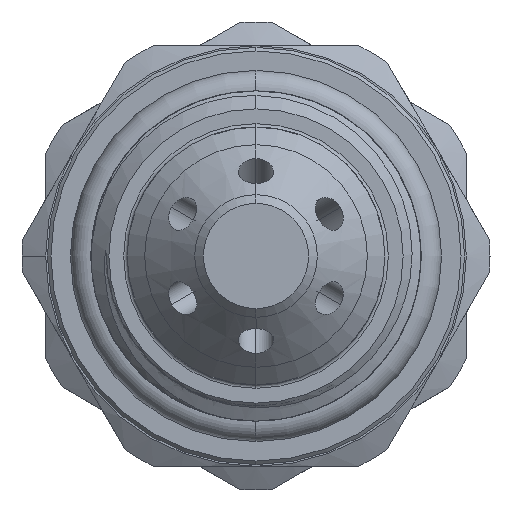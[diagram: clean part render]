
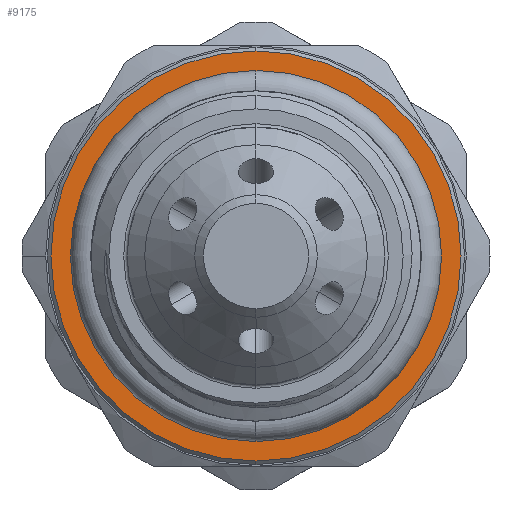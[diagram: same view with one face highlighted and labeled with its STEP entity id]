
A CAD part, left-side view. The second image highlights one B-rep face of the part: STEP entity #9175.
In plain terms, the highlighted planar face has unit normal (-1, 0, 0).
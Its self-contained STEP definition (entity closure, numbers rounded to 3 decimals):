
#288 = CIRCLE ( 'NONE', #4273, 8.895 ) ;
#1633 = EDGE_LOOP ( 'NONE', ( #5502, #9745 ) ) ;
#1714 = EDGE_LOOP ( 'NONE', ( #5539, #9744 ) ) ;
#3325 = CARTESIAN_POINT ( 'NONE',  ( 34., 0., 0. ) ) ;
#3326 = DIRECTION ( 'NONE',  ( 1., 0., 0. ) ) ;
#3327 = DIRECTION ( 'NONE',  ( 0., 0., 1. ) ) ;
#3335 = CARTESIAN_POINT ( 'NONE',  ( 34., 0., 0. ) ) ;
#3336 = DIRECTION ( 'NONE',  ( 1., 0., 0. ) ) ;
#3337 = DIRECTION ( 'NONE',  ( 0., 0., -1. ) ) ;
#4150 = AXIS2_PLACEMENT_3D ( 'NONE', #11999, #11988, #11987 ) ;
#4170 = AXIS2_PLACEMENT_3D ( 'NONE', #6548, #6549, #6550 ) ;
#4273 = AXIS2_PLACEMENT_3D ( 'NONE', #6110, #6111, #6112 ) ;
#4982 = VERTEX_POINT ( 'NONE', #9935 ) ;
#5017 = VERTEX_POINT ( 'NONE', #9900 ) ;
#5502 = ORIENTED_EDGE ( 'NONE', *, *, #11265, .T. ) ;
#5539 = ORIENTED_EDGE ( 'NONE', *, *, #11434, .F. ) ;
#5725 = CARTESIAN_POINT ( 'NONE',  ( 34., 0., -8.895 ) ) ;
#6110 = CARTESIAN_POINT ( 'NONE',  ( 34., 0., 0. ) ) ;
#6111 = DIRECTION ( 'NONE',  ( 1., 0., 0. ) ) ;
#6112 = DIRECTION ( 'NONE',  ( 0., 0., 1. ) ) ;
#6548 = CARTESIAN_POINT ( 'NONE',  ( 34., 0., 0. ) ) ;
#6549 = DIRECTION ( 'NONE',  ( 1., 0., 0. ) ) ;
#6550 = DIRECTION ( 'NONE',  ( 0., 0., -1. ) ) ;
#7891 = AXIS2_PLACEMENT_3D ( 'NONE', #3335, #3336, #3337 ) ;
#7893 = AXIS2_PLACEMENT_3D ( 'NONE', #3325, #3326, #3327 ) ;
#8123 = CIRCLE ( 'NONE', #4170, 11.7 ) ;
#8238 = FACE_BOUND ( 'NONE', #1633, .T. ) ;
#8326 = FACE_OUTER_BOUND ( 'NONE', #1714, .T. ) ;
#9175 = ADVANCED_FACE ( 'NONE', ( #8238, #8326 ), #11991, .T. ) ;
#9322 = VERTEX_POINT ( 'NONE', #10118 ) ;
#9386 = VERTEX_POINT ( 'NONE', #5725 ) ;
#9744 = ORIENTED_EDGE ( 'NONE', *, *, #12086, .F. ) ;
#9745 = ORIENTED_EDGE ( 'NONE', *, *, #12083, .T. ) ;
#9900 = CARTESIAN_POINT ( 'NONE',  ( 34., 0., 11.7 ) ) ;
#9935 = CARTESIAN_POINT ( 'NONE',  ( 34., 0., -11.7 ) ) ;
#10118 = CARTESIAN_POINT ( 'NONE',  ( 34., 0., 8.895 ) ) ;
#11265 = EDGE_CURVE ( 'NONE', #9322, #9386, #288, .T. ) ;
#11434 = EDGE_CURVE ( 'NONE', #4982, #5017, #8123, .T. ) ;
#11987 = DIRECTION ( 'NONE',  ( 0., 0., 1. ) ) ;
#11988 = DIRECTION ( 'NONE',  ( -1., 0., 0. ) ) ;
#11991 = PLANE ( 'NONE',  #4150 ) ;
#11999 = CARTESIAN_POINT ( 'NONE',  ( 34., 8.395, 0. ) ) ;
#12083 = EDGE_CURVE ( 'NONE', #9386, #9322, #13345, .T. ) ;
#12086 = EDGE_CURVE ( 'NONE', #5017, #4982, #13336, .T. ) ;
#13336 = CIRCLE ( 'NONE', #7891, 11.7 ) ;
#13345 = CIRCLE ( 'NONE', #7893, 8.895 ) ;
